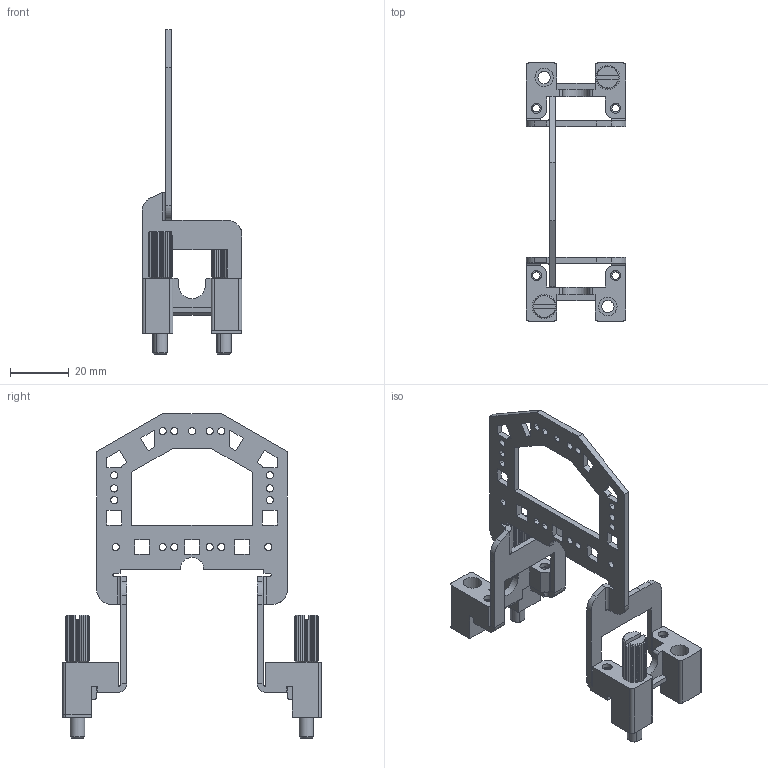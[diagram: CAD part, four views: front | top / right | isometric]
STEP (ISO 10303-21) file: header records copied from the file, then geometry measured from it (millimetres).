
FILE_DESCRIPTION(('CATIA V5 STEP Exchange','CAx-IF Rec.Pracs.--- Model Styling and Organization---1.4--- 2014-01-23'),'2;1');
FILE_NAME ('013415-2_1', '2019-02-28T12:51:48+00:00', ('none'), ('Weidmueller'), 'CATIA Version 5-6 Release 2016 SP3 HF44', 'CATIA V5 STEP AP214', 'none');
FILE_SCHEMA(('AUTOMOTIVE_DESIGN { 1 0 10303 214 1 1 1 1 }'));
Length unit declared in the file: millimetre
Products named in the file (1): 1444710000
Bounding box: 34 x 88 x 110.7 mm (x, y, z)
Volume: 17674.8 mm3; surface area: 17602.1 mm2
Topology: 1 solids, 1 shells, 484 faces, 1336 edges, 872 vertices
Faces by surface type: plane 327, cylinder 133, cone 20, torus 4
Entity records: 15513 total; most frequent: CARTESIAN_POINT 4099, ORIENTED_EDGE 2672, DIRECTION 1771, EDGE_CURVE 1336, VERTEX_POINT 872, VECTOR 771, LINE 771, AXIS2_PLACEMENT_3D 628
